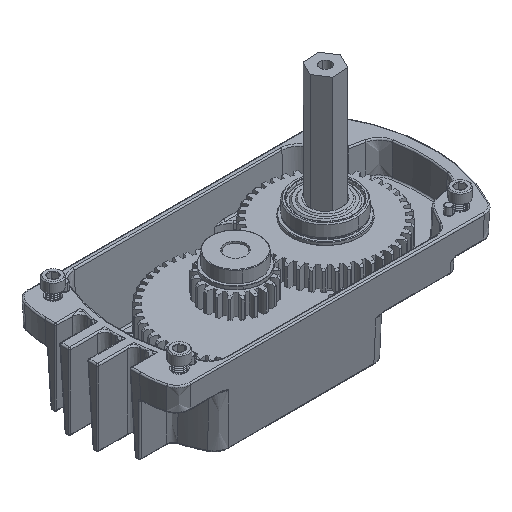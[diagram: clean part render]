
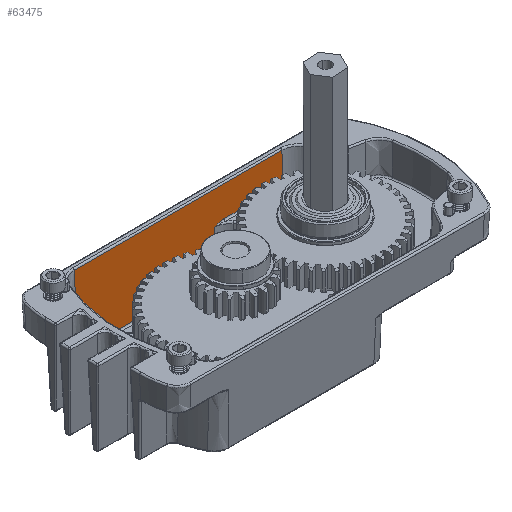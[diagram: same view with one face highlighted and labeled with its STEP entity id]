
A CAD part, isometric view. The second image highlights one B-rep face of the part: STEP entity #63475.
In plain terms, the highlighted face is planar.
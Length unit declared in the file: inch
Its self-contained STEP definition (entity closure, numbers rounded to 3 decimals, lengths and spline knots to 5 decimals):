
#225 = VERTEX_POINT ( 'NONE', #532 ) ;
#532 = CARTESIAN_POINT ( 'NONE',  ( 1.34916, 1.5225, -0.02413 ) ) ;
#949 = VERTEX_POINT ( 'NONE', #83776 ) ;
#1291 = CARTESIAN_POINT ( 'NONE',  ( 1.30987, 0.89011, -1.14913 ) ) ;
#1601 = ORIENTED_EDGE ( 'NONE', *, *, #71683, .T. ) ;
#2844 = CARTESIAN_POINT ( 'NONE',  ( 1.35031, -0.69881, 0.00892 ) ) ;
#3090 = VECTOR ( 'NONE', #38326, 39.37008 ) ;
#3425 = CARTESIAN_POINT ( 'NONE',  ( 1.31156, -0.82631, -1.10087 ) ) ;
#3639 = CARTESIAN_POINT ( 'NONE',  ( 1.33094, -2.16742, -0.54587 ) ) ;
#4094 = CARTESIAN_POINT ( 'NONE',  ( 1.30492, -0.6061, -1.29087 ) ) ;
#4601 = LINE ( 'NONE', #79647, #40859 ) ;
#6871 = CARTESIAN_POINT ( 'NONE',  ( 1.31156, 1.49799, -1.10087 ) ) ;
#7321 = CARTESIAN_POINT ( 'NONE',  ( 1.30492, -0.60779, -1.29087 ) ) ;
#7383 = VECTOR ( 'NONE', #8088, 39.37008 ) ;
#8088 = DIRECTION ( 'NONE',  ( 0.035, -0.016, 0.999 ) ) ;
#8301 = VERTEX_POINT ( 'NONE', #13013 ) ;
#8703 = CARTESIAN_POINT ( 'NONE',  ( 1.31156, 1.00058, -1.10087 ) ) ;
#9295 = VERTEX_POINT ( 'NONE', #7321 ) ;
#11388 = EDGE_CURVE ( 'NONE', #41673, #80688, #49231, .T. ) ;
#12790 = LINE ( 'NONE', #3425, #26051 ) ;
#13013 = CARTESIAN_POINT ( 'NONE',  ( 1.31156, -0.94758, -1.10087 ) ) ;
#13208 = VERTEX_POINT ( 'NONE', #46466 ) ;
#13520 = VECTOR ( 'NONE', #79816, 39.37008 ) ;
#13541 = LINE ( 'NONE', #82164, #7383 ) ;
#14765 = CARTESIAN_POINT ( 'NONE',  ( 1.3305, 1.51037, -0.55847 ) ) ;
#16074 = ORIENTED_EDGE ( 'NONE', *, *, #33631, .T. ) ;
#16102 = CARTESIAN_POINT ( 'NONE',  ( 1.31116, 0.9509, -1.11213 ) ) ;
#16888 = B_SPLINE_CURVE_WITH_KNOTS ( 'NONE', 3,
 ( #54089, #54557, #60000, #90193, #22496, #84689, #52628, #82732 ),
 .UNSPECIFIED., .F., .F.,
 ( 4, 2, 2, 4 ),
 ( -0.00002, 0.00225, 0.00339, 0.00452 ),
 .UNSPECIFIED. ) ;
#17734 = EDGE_CURVE ( 'NONE', #58321, #37269, #26544, .T. ) ;
#18837 = CARTESIAN_POINT ( 'NONE',  ( 1.3115, -0.70768, -1.10256 ) ) ;
#18986 = CARTESIAN_POINT ( 'NONE',  ( 1.35012, -2.17859, 0.00354 ) ) ;
#21136 = CARTESIAN_POINT ( 'NONE',  ( 1.31156, 1.49799, -1.10087 ) ) ;
#21450 = ORIENTED_EDGE ( 'NONE', *, *, #21795, .T. ) ;
#21705 = EDGE_CURVE ( 'NONE', #50887, #58321, #16888, .T. ) ;
#21795 = EDGE_CURVE ( 'NONE', #37269, #75141, #86659, .T. ) ;
#22496 = CARTESIAN_POINT ( 'NONE',  ( 1.33068, -1.06742, -0.55332 ) ) ;
#22725 = DIRECTION ( 'NONE',  ( 0., 1., 0. ) ) ;
#22895 = B_SPLINE_CURVE_WITH_KNOTS ( 'NONE', 3,
 ( #77616, #70160, #47505, #26731, #56841, #18837, #87010, #85541 ),
 .UNSPECIFIED., .F., .F.,
 ( 4, 2, 2, 4 ),
 ( -0.00001, 0.00155, 0.00232, 0.0031 ),
 .UNSPECIFIED. ) ;
#23149 = CARTESIAN_POINT ( 'NONE',  ( 1.34916, 1.5225, -0.02413 ) ) ;
#23216 = CARTESIAN_POINT ( 'NONE',  ( 1.30987, 0.89011, -1.14913 ) ) ;
#23652 = EDGE_CURVE ( 'NONE', #225, #41673, #87405, .T. ) ;
#26051 = VECTOR ( 'NONE', #33993, 39.37008 ) ;
#26544 = LINE ( 'NONE', #56665, #3090 ) ;
#26731 = CARTESIAN_POINT ( 'NONE',  ( 1.31116, -0.67845, -1.11212 ) ) ;
#28641 = ORIENTED_EDGE ( 'NONE', *, *, #11388, .T. ) ;
#29141 = AXIS2_PLACEMENT_3D ( 'NONE', #33559, #34029, #86937 ) ;
#29557 = CARTESIAN_POINT ( 'NONE',  ( 1.33672, 1.51443, -0.38036 ) ) ;
#33381 = EDGE_CURVE ( 'NONE', #84620, #949, #22895, .T. ) ;
#33559 = CARTESIAN_POINT ( 'NONE',  ( 1.35, -0.82631, 0. ) ) ;
#33631 = EDGE_CURVE ( 'NONE', #75141, #225, #69590, .T. ) ;
#33993 = DIRECTION ( 'NONE',  ( 0., -1., 0. ) ) ;
#34029 = DIRECTION ( 'NONE',  ( -0.999, 0., 0.035 ) ) ;
#36182 = ORIENTED_EDGE ( 'NONE', *, *, #54730, .T. ) ;
#37269 = VERTEX_POINT ( 'NONE', #3639 ) ;
#37538 = CARTESIAN_POINT ( 'NONE',  ( 1.34916, -0.82631, -0.02413 ) ) ;
#38326 = DIRECTION ( 'NONE',  ( 0., -1., 0. ) ) ;
#38805 = CARTESIAN_POINT ( 'NONE',  ( 1.31069, 0.92364, -1.12575 ) ) ;
#39508 = CARTESIAN_POINT ( 'NONE',  ( 1.31156, 1.00058, -1.10087 ) ) ;
#39713 = EDGE_CURVE ( 'NONE', #76283, #13208, #4601, .T. ) ;
#40714 = DIRECTION ( 'NONE',  ( 0.035, -0.02, 0.999 ) ) ;
#40859 = VECTOR ( 'NONE', #96488, 39.37008 ) ;
#41673 = VERTEX_POINT ( 'NONE', #21136 ) ;
#43910 = VECTOR ( 'NONE', #40714, 39.37008 ) ;
#44180 = ORIENTED_EDGE ( 'NONE', *, *, #65244, .T. ) ;
#44868 = CARTESIAN_POINT ( 'NONE',  ( 1.32418, 1.50626, -0.73927 ) ) ;
#46466 = CARTESIAN_POINT ( 'NONE',  ( 1.30492, 0.87803, -1.29087 ) ) ;
#46747 = CARTESIAN_POINT ( 'NONE',  ( 1.34916, -2.17803, -0.02413 ) ) ;
#47505 = CARTESIAN_POINT ( 'NONE',  ( 1.31069, -0.65121, -1.12574 ) ) ;
#48401 = FACE_OUTER_BOUND ( 'NONE', #63285, .T. ) ;
#49231 = LINE ( 'NONE', #49706, #13520 ) ;
#49706 = CARTESIAN_POINT ( 'NONE',  ( 1.31156, -0.82631, -1.10087 ) ) ;
#50445 = VECTOR ( 'NONE', #80217, 39.37008 ) ;
#50887 = VERTEX_POINT ( 'NONE', #95845 ) ;
#52261 = EDGE_CURVE ( 'NONE', #949, #8301, #12790, .T. ) ;
#52628 = CARTESIAN_POINT ( 'NONE',  ( 1.33094, -1.11112, -0.54587 ) ) ;
#52790 = CARTESIAN_POINT ( 'NONE',  ( 1.34294, 1.51847, -0.20224 ) ) ;
#53283 = CARTESIAN_POINT ( 'NONE',  ( 1.31787, 1.50213, -0.92007 ) ) ;
#54089 = CARTESIAN_POINT ( 'NONE',  ( 1.32925, -0.95571, -0.59413 ) ) ;
#54127 = CARTESIAN_POINT ( 'NONE',  ( 1.3113, 0.96042, -1.10819 ) ) ;
#54557 = CARTESIAN_POINT ( 'NONE',  ( 1.32966, -0.9831, -0.58246 ) ) ;
#54730 = EDGE_CURVE ( 'NONE', #80688, #76283, #92065, .T. ) ;
#56272 = PLANE ( 'NONE',  #29141 ) ;
#56665 = CARTESIAN_POINT ( 'NONE',  ( 1.33094, -0.82631, -0.54587 ) ) ;
#56841 = CARTESIAN_POINT ( 'NONE',  ( 1.3113, -0.68796, -1.10819 ) ) ;
#58321 = VERTEX_POINT ( 'NONE', #68227 ) ;
#60000 = CARTESIAN_POINT ( 'NONE',  ( 1.33006, -1.01055, -0.57089 ) ) ;
#61446 = ORIENTED_EDGE ( 'NONE', *, *, #39713, .T. ) ;
#63285 = EDGE_LOOP ( 'NONE', ( #1601, #72100, #66960, #77830, #73244, #97043, #21450, #16074, #78733, #28641, #36182, #61446, #44180 ) ) ;
#63475 = ADVANCED_FACE ( 'NONE', ( #48401 ), #56272, .T. ) ;
#65244 = EDGE_CURVE ( 'NONE', #13208, #9295, #71723, .T. ) ;
#66358 = LINE ( 'NONE', #2844, #50445 ) ;
#66960 = ORIENTED_EDGE ( 'NONE', *, *, #52261, .T. ) ;
#67839 = EDGE_CURVE ( 'NONE', #8301, #50887, #13541, .T. ) ;
#68227 = CARTESIAN_POINT ( 'NONE',  ( 1.33094, -1.12611, -0.54587 ) ) ;
#68902 = CARTESIAN_POINT ( 'NONE',  ( 1.31028, 0.90681, -1.13739 ) ) ;
#69590 = LINE ( 'NONE', #37538, #91607 ) ;
#70160 = CARTESIAN_POINT ( 'NONE',  ( 1.31028, -0.63441, -1.13738 ) ) ;
#71683 = EDGE_CURVE ( 'NONE', #9295, #84620, #66358, .T. ) ;
#71723 = LINE ( 'NONE', #4094, #78208 ) ;
#72100 = ORIENTED_EDGE ( 'NONE', *, *, #33381, .T. ) ;
#73244 = ORIENTED_EDGE ( 'NONE', *, *, #21705, .T. ) ;
#73872 = CARTESIAN_POINT ( 'NONE',  ( 1.30987, -0.61772, -1.14913 ) ) ;
#75141 = VERTEX_POINT ( 'NONE', #46747 ) ;
#76283 = VERTEX_POINT ( 'NONE', #23216 ) ;
#77616 = CARTESIAN_POINT ( 'NONE',  ( 1.30987, -0.61772, -1.14913 ) ) ;
#77781 = CARTESIAN_POINT ( 'NONE',  ( 1.31156, 0.99023, -1.10087 ) ) ;
#77830 = ORIENTED_EDGE ( 'NONE', *, *, #67839, .T. ) ;
#78208 = VECTOR ( 'NONE', #88552, 39.37008 ) ;
#78733 = ORIENTED_EDGE ( 'NONE', *, *, #23652, .T. ) ;
#79647 = CARTESIAN_POINT ( 'NONE',  ( 1.30498, 0.87817, -1.28924 ) ) ;
#79816 = DIRECTION ( 'NONE',  ( 0., -1., 0. ) ) ;
#80217 = DIRECTION ( 'NONE',  ( 0.035, -0.07, 0.997 ) ) ;
#80688 = VERTEX_POINT ( 'NONE', #39508 ) ;
#82164 = CARTESIAN_POINT ( 'NONE',  ( 1.33017, -0.95614, -0.56779 ) ) ;
#82732 = CARTESIAN_POINT ( 'NONE',  ( 1.33094, -1.12611, -0.54587 ) ) ;
#83776 = CARTESIAN_POINT ( 'NONE',  ( 1.31156, -0.72809, -1.10087 ) ) ;
#84620 = VERTEX_POINT ( 'NONE', #73872 ) ;
#84689 = CARTESIAN_POINT ( 'NONE',  ( 1.33088, -1.09644, -0.54766 ) ) ;
#85541 = CARTESIAN_POINT ( 'NONE',  ( 1.31156, -0.72809, -1.10087 ) ) ;
#86659 = LINE ( 'NONE', #18986, #43910 ) ;
#86937 = DIRECTION ( 'NONE',  ( 0.035, 0., 0.999 ) ) ;
#87010 = CARTESIAN_POINT ( 'NONE',  ( 1.31156, -0.71774, -1.10087 ) ) ;
#87405 = B_SPLINE_CURVE_WITH_KNOTS ( 'NONE', 3,
 ( #23149, #52790, #29557, #14765, #44868, #53283, #6871 ),
 .UNSPECIFIED., .F., .F.,
 ( 4, 3, 4 ),
 ( 0.00061, 0.0142, 0.02799 ),
 .UNSPECIFIED. ) ;
#88552 = DIRECTION ( 'NONE',  ( 0., -1., 0. ) ) ;
#90193 = CARTESIAN_POINT ( 'NONE',  ( 1.33054, -1.05305, -0.55724 ) ) ;
#91607 = VECTOR ( 'NONE', #22725, 39.37008 ) ;
#92065 = B_SPLINE_CURVE_WITH_KNOTS ( 'NONE', 3,
 ( #8703, #77781, #93176, #54127, #16102, #38805, #68902, #1291 ),
 .UNSPECIFIED., .F., .F.,
 ( 4, 2, 2, 4 ),
 ( 0., 0.00078, 0.00156, 0.00311 ),
 .UNSPECIFIED. ) ;
#93176 = CARTESIAN_POINT ( 'NONE',  ( 1.3115, 0.98016, -1.10256 ) ) ;
#95845 = CARTESIAN_POINT ( 'NONE',  ( 1.32925, -0.95571, -0.59413 ) ) ;
#96488 = DIRECTION ( 'NONE',  ( -0.035, -0.085, -0.996 ) ) ;
#97043 = ORIENTED_EDGE ( 'NONE', *, *, #17734, .T. ) ;
